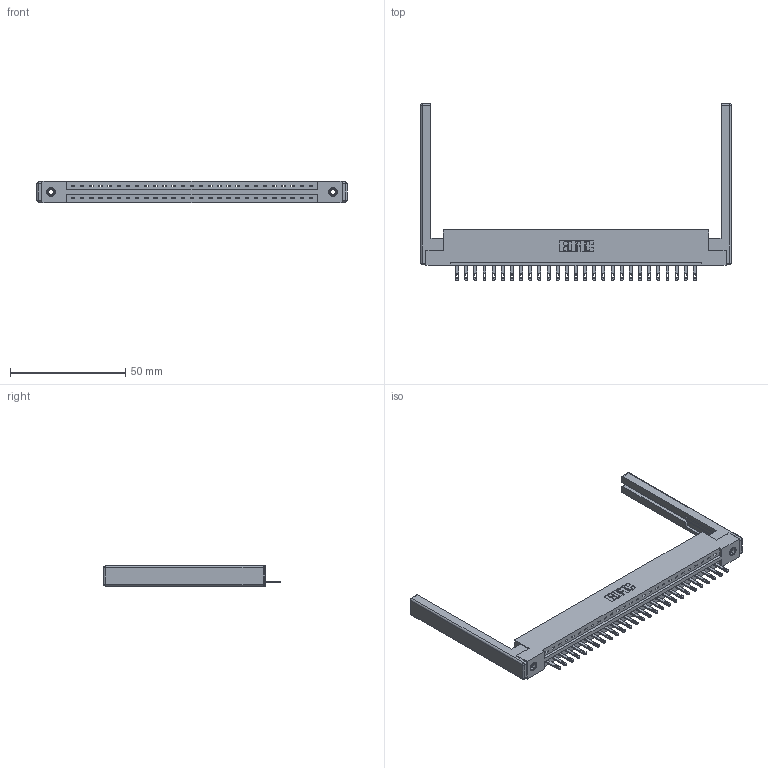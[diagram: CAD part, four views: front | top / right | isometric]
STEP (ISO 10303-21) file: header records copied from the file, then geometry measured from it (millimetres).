
FILE_DESCRIPTION (( 'STEP AP203' ), '1' );
FILE_NAME ('337-027-500-168.STEP', '2019-09-30T19:15:37', ( '' ), ( '' ), 'SwSTEP 2.0', 'SolidWorks 2016', '' );
FILE_SCHEMA (( 'CONFIG_CONTROL_DESIGN' ));
Length unit declared in the file: inch
Products named in the file (5): 307-220-068; 345-250-001_345-250-001-102; 337-027-500-168; 345-292-001_345-293-100; 337 Part_Flush Mounting Lugs - 0.156 Dia-TI
Assembly tree (32 placements, depth 2):
  337-027-500-168
    337 Part_Flush Mounting Lugs - 0.156 Dia-TI
    345-292-001_345-293-100  x27
    345-250-001_345-250-001-102  x2
    307-220-068  x2
Bounding box: 134.42 x 76.59 x 9.4 mm (x, y, z)
Volume: 18190.6 mm3; surface area: 18332.1 mm2
Topology: 32 solids, 32 shells, 1834 faces, 5561 edges, 3686 vertices
Faces by surface type: plane 1238, cylinder 572, cone 12, sphere 8, torus 4
Entity records: 24700 total; most frequent: CARTESIAN_POINT 4256, ORIENTED_EDGE 4208, DIRECTION 3688, EDGE_CURVE 2104, LINE 1922, VECTOR 1922, VERTEX_POINT 1394, AXIS2_PLACEMENT_3D 883
